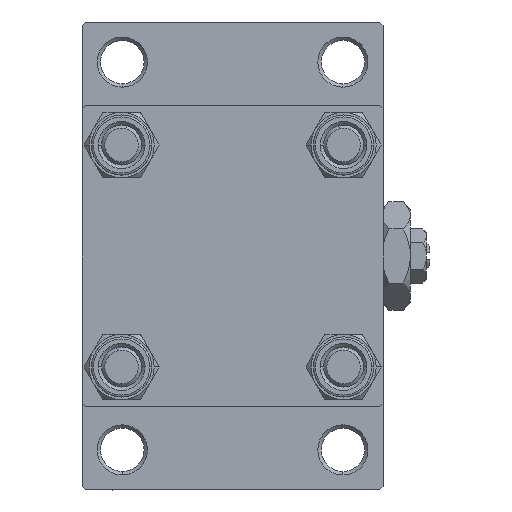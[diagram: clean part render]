
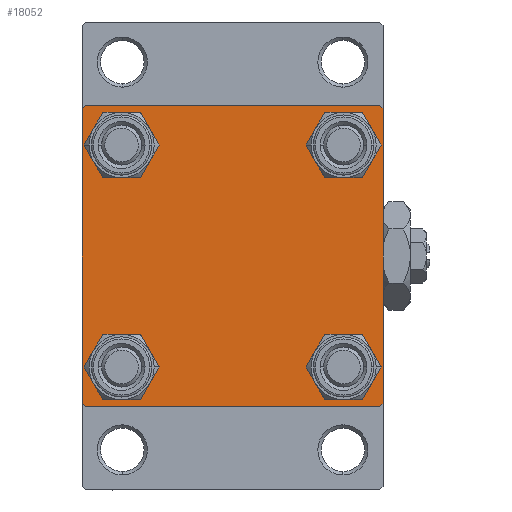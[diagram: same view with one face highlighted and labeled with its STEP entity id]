
A CAD part, left-side view. The second image highlights one B-rep face of the part: STEP entity #18052.
In plain terms, the highlighted planar face has unit normal (-1, 0, 0).
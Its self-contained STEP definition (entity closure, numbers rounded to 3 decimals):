
#73 = EDGE_CURVE ( 'NONE', #37020, #3026, #23132, .T. ) ;
#90 = DIRECTION ( 'NONE',  ( 0., 0.707, 0.707 ) ) ;
#97 = CARTESIAN_POINT ( 'NONE',  ( 0., 16.6, 13.1 ) ) ;
#170 = CARTESIAN_POINT ( 'NONE',  ( 0., -22.5, 22.5 ) ) ;
#924 = VERTEX_POINT ( 'NONE', #97 ) ;
#1069 = EDGE_LOOP ( 'NONE', ( #43315, #48284 ) ) ;
#1301 = EDGE_LOOP ( 'NONE', ( #45556, #21184 ) ) ;
#1438 = ORIENTED_EDGE ( 'NONE', *, *, #27545, .T. ) ;
#1917 = CARTESIAN_POINT ( 'NONE',  ( 0., 0., 0. ) ) ;
#2109 = ORIENTED_EDGE ( 'NONE', *, *, #28749, .T. ) ;
#2121 = DIRECTION ( 'NONE',  ( 0., 0., 1. ) ) ;
#2160 = VERTEX_POINT ( 'NONE', #17933 ) ;
#2651 = FACE_BOUND ( 'NONE', #33243, .T. ) ;
#2979 = EDGE_CURVE ( 'NONE', #20290, #15921, #3925, .T. ) ;
#3026 = VERTEX_POINT ( 'NONE', #46987 ) ;
#3305 = EDGE_LOOP ( 'NONE', ( #1438, #35125 ) ) ;
#3499 = CARTESIAN_POINT ( 'NONE',  ( 0., -22., -22.5 ) ) ;
#3566 = VECTOR ( 'NONE', #47754, 1000. ) ;
#3925 = CIRCLE ( 'NONE', #24510, 3.5 ) ;
#4016 = DIRECTION ( 'NONE',  ( 0., -0.707, -0.707 ) ) ;
#5079 = CARTESIAN_POINT ( 'NONE',  ( 0., -16.6, -16.6 ) ) ;
#5298 = DIRECTION ( 'NONE',  ( 1., 0., 0. ) ) ;
#6524 = AXIS2_PLACEMENT_3D ( 'NONE', #13033, #28171, #35148 ) ;
#6709 = VECTOR ( 'NONE', #40243, 1000. ) ;
#7714 = VERTEX_POINT ( 'NONE', #3499 ) ;
#7982 = CARTESIAN_POINT ( 'NONE',  ( 0., -16.6, -20.1 ) ) ;
#9661 = VECTOR ( 'NONE', #35022, 1000. ) ;
#10062 = ORIENTED_EDGE ( 'NONE', *, *, #13668, .T. ) ;
#10370 = DIRECTION ( 'NONE',  ( 0., 0., 1. ) ) ;
#10552 = AXIS2_PLACEMENT_3D ( 'NONE', #5079, #46544, #13657 ) ;
#11439 = CARTESIAN_POINT ( 'NONE',  ( 0., 22., -22.5 ) ) ;
#11845 = EDGE_CURVE ( 'NONE', #924, #24059, #19917, .T. ) ;
#12258 = CARTESIAN_POINT ( 'NONE',  ( 0., -16.6, -16.6 ) ) ;
#12783 = AXIS2_PLACEMENT_3D ( 'NONE', #35864, #43325, #2121 ) ;
#13033 = CARTESIAN_POINT ( 'NONE',  ( 0., 16.6, -16.6 ) ) ;
#13061 = FACE_BOUND ( 'NONE', #1069, .T. ) ;
#13181 = CARTESIAN_POINT ( 'NONE',  ( 0., 22.5, -22.5 ) ) ;
#13537 = FACE_BOUND ( 'NONE', #1301, .T. ) ;
#13657 = DIRECTION ( 'NONE',  ( 0., 0., 1. ) ) ;
#13668 = EDGE_CURVE ( 'NONE', #7714, #30582, #46691, .T. ) ;
#13725 = CARTESIAN_POINT ( 'NONE',  ( 0., 22.5, 22.5 ) ) ;
#14084 = DIRECTION ( 'NONE',  ( 1., 0., 0. ) ) ;
#14229 = LINE ( 'NONE', #13725, #3566 ) ;
#14494 = EDGE_CURVE ( 'NONE', #23076, #20034, #35075, .T. ) ;
#14529 = CARTESIAN_POINT ( 'NONE',  ( 0., 22.25, 22.25 ) ) ;
#14801 = CARTESIAN_POINT ( 'NONE',  ( 0., 16.6, 20.1 ) ) ;
#14936 = LINE ( 'NONE', #33815, #40704 ) ;
#15427 = DIRECTION ( 'NONE',  ( 0., 0., 1. ) ) ;
#15921 = VERTEX_POINT ( 'NONE', #32373 ) ;
#16848 = VERTEX_POINT ( 'NONE', #45353 ) ;
#16993 = CIRCLE ( 'NONE', #20956, 3.5 ) ;
#17039 = FACE_BOUND ( 'NONE', #3305, .T. ) ;
#17409 = CARTESIAN_POINT ( 'NONE',  ( 0., 16.6, -16.6 ) ) ;
#17933 = CARTESIAN_POINT ( 'NONE',  ( 0., 16.6, -13.1 ) ) ;
#18052 = ADVANCED_FACE ( 'NONE', ( #13537, #13061, #2651, #17039, #40368 ), #32175, .T. ) ;
#18515 = DIRECTION ( 'NONE',  ( 0., 0.707, -0.707 ) ) ;
#18648 = EDGE_CURVE ( 'NONE', #2160, #16848, #16993, .T. ) ;
#18675 = EDGE_CURVE ( 'NONE', #47269, #7714, #47454, .T. ) ;
#18996 = LINE ( 'NONE', #14529, #45784 ) ;
#19917 = CIRCLE ( 'NONE', #12783, 3.5 ) ;
#20034 = VERTEX_POINT ( 'NONE', #32063 ) ;
#20267 = EDGE_CURVE ( 'NONE', #47471, #47269, #14936, .T. ) ;
#20290 = VERTEX_POINT ( 'NONE', #7982 ) ;
#20771 = DIRECTION ( 'NONE',  ( 1., 0., 0. ) ) ;
#20956 = AXIS2_PLACEMENT_3D ( 'NONE', #17409, #36523, #28801 ) ;
#21184 = ORIENTED_EDGE ( 'NONE', *, *, #46109, .T. ) ;
#21423 = ORIENTED_EDGE ( 'NONE', *, *, #30012, .T. ) ;
#22314 = ORIENTED_EDGE ( 'NONE', *, *, #18675, .T. ) ;
#23076 = VERTEX_POINT ( 'NONE', #48770 ) ;
#23132 = LINE ( 'NONE', #26612, #31312 ) ;
#23535 = EDGE_CURVE ( 'NONE', #37451, #3026, #14229, .T. ) ;
#24059 = VERTEX_POINT ( 'NONE', #14801 ) ;
#24140 = EDGE_CURVE ( 'NONE', #33328, #47471, #25977, .T. ) ;
#24386 = CIRCLE ( 'NONE', #29923, 3.5 ) ;
#24510 = AXIS2_PLACEMENT_3D ( 'NONE', #12258, #5298, #27384 ) ;
#24721 = DIRECTION ( 'NONE',  ( 0., 0., 1. ) ) ;
#25684 = AXIS2_PLACEMENT_3D ( 'NONE', #1917, #28927, #24721 ) ;
#25977 = LINE ( 'NONE', #28934, #35290 ) ;
#25978 = EDGE_LOOP ( 'NONE', ( #47991, #28406, #22314, #10062, #48032, #36376, #34880, #2109 ) ) ;
#26001 = VECTOR ( 'NONE', #31138, 1000. ) ;
#26612 = CARTESIAN_POINT ( 'NONE',  ( 0., -22.25, 22.25 ) ) ;
#27064 = CARTESIAN_POINT ( 'NONE',  ( 0., -22.25, -22.25 ) ) ;
#27384 = DIRECTION ( 'NONE',  ( 0., 0., 1. ) ) ;
#27545 = EDGE_CURVE ( 'NONE', #24059, #924, #42561, .T. ) ;
#27860 = ORIENTED_EDGE ( 'NONE', *, *, #18648, .T. ) ;
#28171 = DIRECTION ( 'NONE',  ( 1., 0., 0. ) ) ;
#28406 = ORIENTED_EDGE ( 'NONE', *, *, #20267, .T. ) ;
#28749 = EDGE_CURVE ( 'NONE', #37451, #33328, #18996, .T. ) ;
#28801 = DIRECTION ( 'NONE',  ( 0., 0., 1. ) ) ;
#28836 = CARTESIAN_POINT ( 'NONE',  ( 0., -16.6, 16.6 ) ) ;
#28927 = DIRECTION ( 'NONE',  ( -1., 0., 0. ) ) ;
#28934 = CARTESIAN_POINT ( 'NONE',  ( 0., 22.5, 22.5 ) ) ;
#28949 = DIRECTION ( 'NONE',  ( 0., 0., 1. ) ) ;
#29246 = CARTESIAN_POINT ( 'NONE',  ( 0., 22.5, -22. ) ) ;
#29565 = CIRCLE ( 'NONE', #10552, 3.5 ) ;
#29853 = CARTESIAN_POINT ( 'NONE',  ( 0., -22.5, 22. ) ) ;
#29923 = AXIS2_PLACEMENT_3D ( 'NONE', #47103, #20771, #28949 ) ;
#30012 = EDGE_CURVE ( 'NONE', #16848, #2160, #40567, .T. ) ;
#30582 = VERTEX_POINT ( 'NONE', #37793 ) ;
#31138 = DIRECTION ( 'NONE',  ( 0., 0., -1. ) ) ;
#31312 = VECTOR ( 'NONE', #90, 1000. ) ;
#31433 = CARTESIAN_POINT ( 'NONE',  ( 0., 22., 22.5 ) ) ;
#32063 = CARTESIAN_POINT ( 'NONE',  ( 0., -16.6, 13.1 ) ) ;
#32175 = PLANE ( 'NONE',  #25684 ) ;
#32373 = CARTESIAN_POINT ( 'NONE',  ( 0., -16.6, -13.1 ) ) ;
#32678 = EDGE_CURVE ( 'NONE', #15921, #20290, #29565, .T. ) ;
#32704 = CARTESIAN_POINT ( 'NONE',  ( 0., 16.6, 16.6 ) ) ;
#33243 = EDGE_LOOP ( 'NONE', ( #27860, #21423 ) ) ;
#33328 = VERTEX_POINT ( 'NONE', #47822 ) ;
#33679 = DIRECTION ( 'NONE',  ( 0., 0., -1. ) ) ;
#33815 = CARTESIAN_POINT ( 'NONE',  ( 0., 22.25, -22.25 ) ) ;
#34552 = DIRECTION ( 'NONE',  ( 1., 0., 0. ) ) ;
#34880 = ORIENTED_EDGE ( 'NONE', *, *, #23535, .F. ) ;
#35022 = DIRECTION ( 'NONE',  ( 0., -0.707, 0.707 ) ) ;
#35075 = CIRCLE ( 'NONE', #35883, 3.5 ) ;
#35125 = ORIENTED_EDGE ( 'NONE', *, *, #11845, .T. ) ;
#35148 = DIRECTION ( 'NONE',  ( 0., 0., 1. ) ) ;
#35290 = VECTOR ( 'NONE', #33679, 1000. ) ;
#35394 = AXIS2_PLACEMENT_3D ( 'NONE', #32704, #14084, #10370 ) ;
#35864 = CARTESIAN_POINT ( 'NONE',  ( 0., 16.6, 16.6 ) ) ;
#35883 = AXIS2_PLACEMENT_3D ( 'NONE', #28836, #34552, #15427 ) ;
#36376 = ORIENTED_EDGE ( 'NONE', *, *, #73, .T. ) ;
#36523 = DIRECTION ( 'NONE',  ( 1., 0., 0. ) ) ;
#37020 = VERTEX_POINT ( 'NONE', #29853 ) ;
#37451 = VERTEX_POINT ( 'NONE', #31433 ) ;
#37793 = CARTESIAN_POINT ( 'NONE',  ( 0., -22.5, -22. ) ) ;
#39087 = LINE ( 'NONE', #170, #26001 ) ;
#40243 = DIRECTION ( 'NONE',  ( 0., -1., 0. ) ) ;
#40368 = FACE_OUTER_BOUND ( 'NONE', #25978, .T. ) ;
#40567 = CIRCLE ( 'NONE', #6524, 3.5 ) ;
#40704 = VECTOR ( 'NONE', #4016, 1000. ) ;
#42561 = CIRCLE ( 'NONE', #35394, 3.5 ) ;
#43315 = ORIENTED_EDGE ( 'NONE', *, *, #32678, .T. ) ;
#43325 = DIRECTION ( 'NONE',  ( 1., 0., 0. ) ) ;
#45353 = CARTESIAN_POINT ( 'NONE',  ( 0., 16.6, -20.1 ) ) ;
#45556 = ORIENTED_EDGE ( 'NONE', *, *, #14494, .T. ) ;
#45784 = VECTOR ( 'NONE', #18515, 1000. ) ;
#46109 = EDGE_CURVE ( 'NONE', #20034, #23076, #24386, .T. ) ;
#46544 = DIRECTION ( 'NONE',  ( 1., 0., 0. ) ) ;
#46691 = LINE ( 'NONE', #27064, #9661 ) ;
#46729 = EDGE_CURVE ( 'NONE', #37020, #30582, #39087, .T. ) ;
#46987 = CARTESIAN_POINT ( 'NONE',  ( 0., -22., 22.5 ) ) ;
#47103 = CARTESIAN_POINT ( 'NONE',  ( 0., -16.6, 16.6 ) ) ;
#47269 = VERTEX_POINT ( 'NONE', #11439 ) ;
#47454 = LINE ( 'NONE', #13181, #6709 ) ;
#47471 = VERTEX_POINT ( 'NONE', #29246 ) ;
#47754 = DIRECTION ( 'NONE',  ( 0., -1., 0. ) ) ;
#47822 = CARTESIAN_POINT ( 'NONE',  ( 0., 22.5, 22. ) ) ;
#47991 = ORIENTED_EDGE ( 'NONE', *, *, #24140, .T. ) ;
#48032 = ORIENTED_EDGE ( 'NONE', *, *, #46729, .F. ) ;
#48284 = ORIENTED_EDGE ( 'NONE', *, *, #2979, .T. ) ;
#48770 = CARTESIAN_POINT ( 'NONE',  ( 0., -16.6, 20.1 ) ) ;
